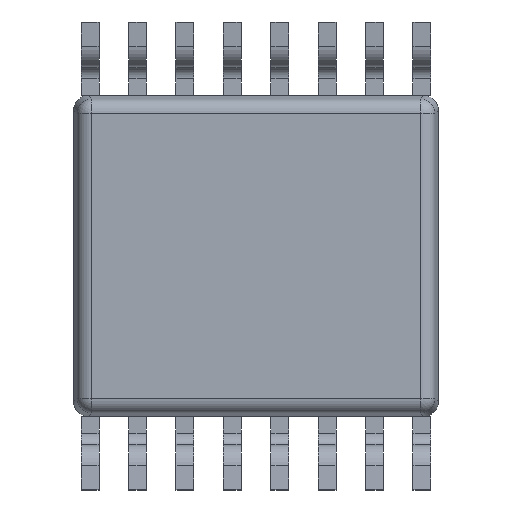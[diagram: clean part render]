
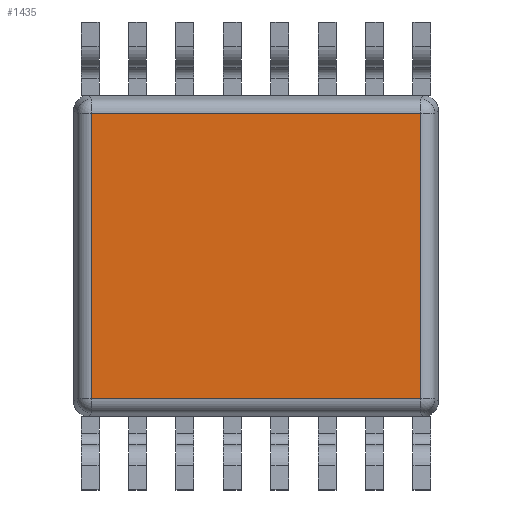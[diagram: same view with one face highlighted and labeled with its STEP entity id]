
A CAD part, front view. The second image highlights one B-rep face of the part: STEP entity #1435.
In plain terms, the highlighted planar face has unit normal (0, -1, 0).
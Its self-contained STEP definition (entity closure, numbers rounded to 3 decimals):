
#504=DIRECTION('',(1.,0.,0.));
#505=VECTOR('',#504,4.516);
#506=CARTESIAN_POINT('',(-2.258,-0.523,-1.958));
#507=LINE('',#506,#505);
#518=DIRECTION('',(0.,0.,-1.));
#519=VECTOR('',#518,3.916);
#520=CARTESIAN_POINT('',(-2.258,-0.523,1.958));
#521=LINE('',#520,#519);
#664=DIRECTION('',(-1.,0.,0.));
#665=VECTOR('',#664,4.516);
#666=CARTESIAN_POINT('',(2.258,-0.523,1.958));
#667=LINE('',#666,#665);
#716=DIRECTION('',(0.,0.,1.));
#717=VECTOR('',#716,3.916);
#718=CARTESIAN_POINT('',(2.258,-0.523,-1.958));
#719=LINE('',#718,#717);
#996=CARTESIAN_POINT('',(2.258,-0.523,1.958));
#997=CARTESIAN_POINT('',(-2.258,-0.523,1.958));
#998=VERTEX_POINT('',#996);
#999=VERTEX_POINT('',#997);
#1016=CARTESIAN_POINT('',(2.258,-0.523,-1.958));
#1017=VERTEX_POINT('',#1016);
#1020=CARTESIAN_POINT('',(-2.258,-0.523,-1.958));
#1021=VERTEX_POINT('',#1020);
#1421=CARTESIAN_POINT('',(-2.5,-0.523,-2.2));
#1422=DIRECTION('',(0.,-1.,0.));
#1423=DIRECTION('',(1.,0.,0.));
#1424=AXIS2_PLACEMENT_3D('',#1421,#1422,#1423);
#1425=PLANE('',#1424);
#1426=ORIENTED_EDGE('',*,*,#1412,.F.);
#1428=ORIENTED_EDGE('',*,*,#1427,.F.);
#1430=ORIENTED_EDGE('',*,*,#1429,.F.);
#1432=ORIENTED_EDGE('',*,*,#1431,.F.);
#1433=EDGE_LOOP('',(#1426,#1428,#1430,#1432));
#1434=FACE_OUTER_BOUND('',#1433,.F.);
#1435=ADVANCED_FACE('',(#1434),#1425,.T.);
#1412=EDGE_CURVE('',#1021,#1017,#507,.T.);
#1427=EDGE_CURVE('',#999,#1021,#521,.T.);
#1429=EDGE_CURVE('',#998,#999,#667,.T.);
#1431=EDGE_CURVE('',#1017,#998,#719,.T.);
